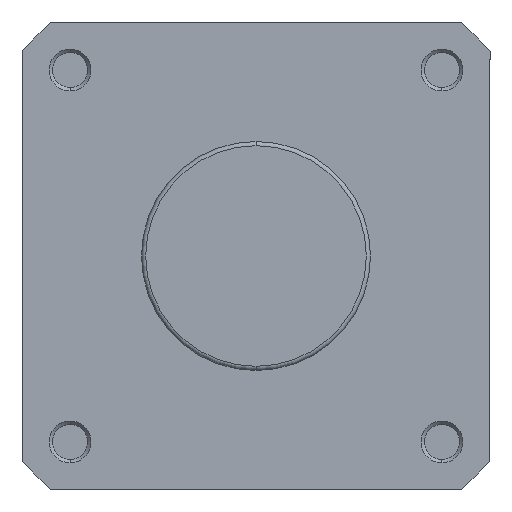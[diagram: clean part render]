
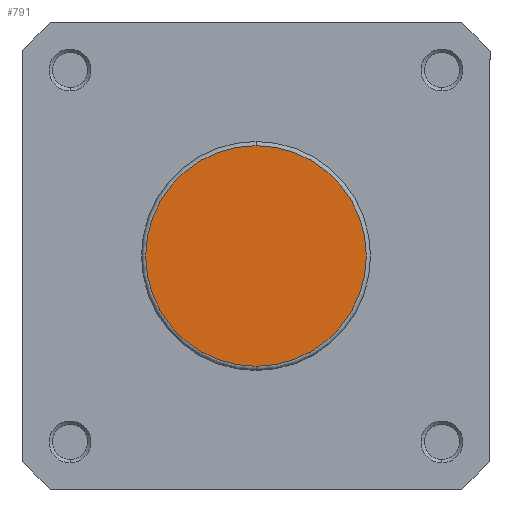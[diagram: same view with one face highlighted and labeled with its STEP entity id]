
A CAD part, left-side view. The second image highlights one B-rep face of the part: STEP entity #791.
In plain terms, the highlighted planar face has unit normal (-1, 0, 0).
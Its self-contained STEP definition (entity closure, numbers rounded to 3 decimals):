
#468 = AXIS2_PLACEMENT_3D ( 'NONE', #2030, #2053, #2054 ) ;
#619 = AXIS2_PLACEMENT_3D ( 'NONE', #5002, #5003, #5004 ) ;
#633 = AXIS2_PLACEMENT_3D ( 'NONE', #5081, #5083, #5084 ) ;
#791 = ADVANCED_FACE ( 'NONE', ( #4388 ), #2039, .F. ) ;
#949 = VERTEX_POINT ( 'NONE', #2298 ) ;
#954 = VERTEX_POINT ( 'NONE', #2311 ) ;
#1473 = EDGE_CURVE ( 'NONE', #954, #949, #4717, .T. ) ;
#1499 = EDGE_CURVE ( 'NONE', #949, #954, #4748, .T. ) ;
#2030 = CARTESIAN_POINT ( 'NONE',  ( 0., 27.4, 0. ) ) ;
#2039 = PLANE ( 'NONE',  #468 ) ;
#2053 = DIRECTION ( 'NONE',  ( 1., 0., 0. ) ) ;
#2054 = DIRECTION ( 'NONE',  ( 0., 0., -1. ) ) ;
#2298 = CARTESIAN_POINT ( 'NONE',  ( 0., 0., -26.4 ) ) ;
#2311 = CARTESIAN_POINT ( 'NONE',  ( 0., 0., 26.4 ) ) ;
#3046 = ORIENTED_EDGE ( 'NONE', *, *, #1499, .T. ) ;
#3129 = ORIENTED_EDGE ( 'NONE', *, *, #1473, .T. ) ;
#3473 = EDGE_LOOP ( 'NONE', ( #3046, #3129 ) ) ;
#4388 = FACE_OUTER_BOUND ( 'NONE', #3473, .T. ) ;
#4717 = CIRCLE ( 'NONE', #619, 26.4 ) ;
#4748 = CIRCLE ( 'NONE', #633, 26.4 ) ;
#5002 = CARTESIAN_POINT ( 'NONE',  ( 0., 0., 0. ) ) ;
#5003 = DIRECTION ( 'NONE',  ( -1., 0., 0. ) ) ;
#5004 = DIRECTION ( 'NONE',  ( 0., 0., -1. ) ) ;
#5081 = CARTESIAN_POINT ( 'NONE',  ( 0., 0., 0. ) ) ;
#5083 = DIRECTION ( 'NONE',  ( -1., 0., 0. ) ) ;
#5084 = DIRECTION ( 'NONE',  ( 0., 0., -1. ) ) ;
